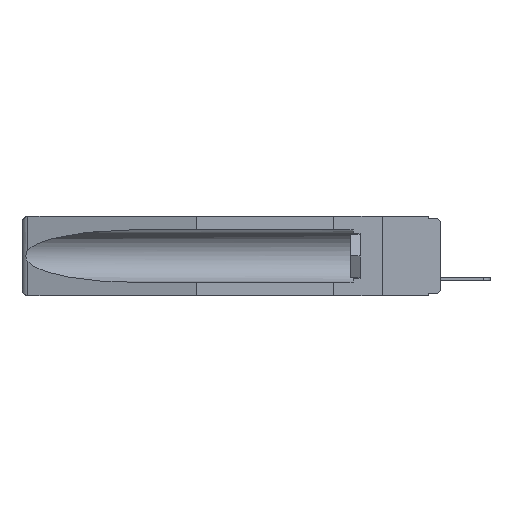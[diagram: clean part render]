
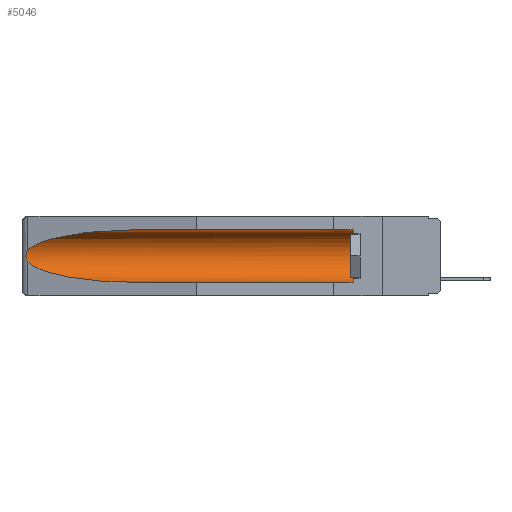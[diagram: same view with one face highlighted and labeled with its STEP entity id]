
A CAD part, left-side view. The second image highlights one B-rep face of the part: STEP entity #5046.
In plain terms, the highlighted cylindrical face has radius 2.857 mm (diameter 5.715 mm), a partial arc.
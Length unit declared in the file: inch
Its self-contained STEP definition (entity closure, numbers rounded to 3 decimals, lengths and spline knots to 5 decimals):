
#147 = CARTESIAN_POINT ( 'NONE',  ( 0.155, 0.126, -0.059 ) ) ;
#187 =( BOUNDED_CURVE ( )  B_SPLINE_CURVE ( 3, ( #14492, #18881, #3918, #2479 ),
 .UNSPECIFIED., .F., .F. ) 
 B_SPLINE_CURVE_WITH_KNOTS ( ( 4, 4 ),
 ( 4.71239, 6.08839 ),
 .UNSPECIFIED. ) 
 CURVE ( )  GEOMETRIC_REPRESENTATION_ITEM ( )  RATIONAL_B_SPLINE_CURVE ( ( 1., 0.848, 0.848, 1. ) ) 
 REPRESENTATION_ITEM ( '' )  );
#870 = CARTESIAN_POINT ( 'NONE',  ( 0.155, -0.30754, -0.1715 ) ) ;
#1033 = CARTESIAN_POINT ( 'NONE',  ( 0.26537, 1.52718, -0.19328 ) ) ;
#1232 = CARTESIAN_POINT ( 'NONE',  ( 0.26537, 1.52718, -0.19328 ) ) ;
#1276 = ORIENTED_EDGE ( 'NONE', *, *, #11814, .T. ) ;
#1711 = ORIENTED_EDGE ( 'NONE', *, *, #3619, .T. ) ;
#2006 = AXIS2_PLACEMENT_3D ( 'NONE', #12690, #6620, #3729 ) ;
#2189 =( BOUNDED_CURVE ( )  B_SPLINE_CURVE ( 3, ( #1232, #8725, #14807, #13180 ),
 .UNSPECIFIED., .F., .F. ) 
 B_SPLINE_CURVE_WITH_KNOTS ( ( 4, 4 ),
 ( 0.1948, 1.5708 ),
 .UNSPECIFIED. ) 
 CURVE ( )  GEOMETRIC_REPRESENTATION_ITEM ( )  RATIONAL_B_SPLINE_CURVE ( ( 1., 0.848, 0.848, 1. ) ) 
 REPRESENTATION_ITEM ( '' )  );
#2479 = CARTESIAN_POINT ( 'NONE',  ( 0.26537, 1.52718, -0.14972 ) ) ;
#2891 = VERTEX_POINT ( 'NONE', #4434 ) ;
#3227 = CARTESIAN_POINT ( 'NONE',  ( 0.155, -0.30754, -0.059 ) ) ;
#3619 = EDGE_CURVE ( 'NONE', #8790, #6065, #8836, .T. ) ;
#3729 = DIRECTION ( 'NONE',  ( 0., 0., 1. ) ) ;
#3846 = DIRECTION ( 'NONE',  ( 0., 1., 0. ) ) ;
#3918 = CARTESIAN_POINT ( 'NONE',  ( 0.25451, 1.48313, -0.09465 ) ) ;
#4434 = CARTESIAN_POINT ( 'NONE',  ( 0.155, 0.126, -0.284 ) ) ;
#5046 = ADVANCED_FACE ( 'NONE', ( #10644 ), #5240, .F. ) ;
#5240 = CYLINDRICAL_SURFACE ( 'NONE', #15060, 0.1125 ) ;
#5738 = VECTOR ( 'NONE', #15672, 39.37008 ) ;
#6029 = ORIENTED_EDGE ( 'NONE', *, *, #17889, .T. ) ;
#6065 = VERTEX_POINT ( 'NONE', #18251 ) ;
#6620 = DIRECTION ( 'NONE',  ( 0., -1., 0. ) ) ;
#7101 = CARTESIAN_POINT ( 'NONE',  ( 0.26654, 1.53092, -0.15636 ) ) ;
#7170 = CARTESIAN_POINT ( 'NONE',  ( 0.26597, 1.52961, -0.15275 ) ) ;
#7802 = DIRECTION ( 'NONE',  ( 0., 1., 0. ) ) ;
#8513 = ORIENTED_EDGE ( 'NONE', *, *, #8846, .T. ) ;
#8599 = CARTESIAN_POINT ( 'NONE',  ( 0.2673, 1.53269, -0.17917 ) ) ;
#8725 = CARTESIAN_POINT ( 'NONE',  ( 0.25451, 1.48313, -0.24835 ) ) ;
#8790 = VERTEX_POINT ( 'NONE', #147 ) ;
#8836 = LINE ( 'NONE', #3227, #18698 ) ;
#8846 = EDGE_CURVE ( 'NONE', #6065, #18805, #187, .T. ) ;
#9159 = B_SPLINE_CURVE_WITH_KNOTS ( 'NONE', 3,
 ( #14667, #7170, #7101, #16114, #16248, #17784, #8599, #14599, #11784, #10225 ),
 .UNSPECIFIED., .F., .F.,
 ( 4, 2, 2, 2, 4 ),
 ( 0., 0.00029, 0.00058, 0.00087, 0.00117 ),
 .UNSPECIFIED. ) ;
#10225 = CARTESIAN_POINT ( 'NONE',  ( 0.26537, 1.52718, -0.19328 ) ) ;
#10644 = FACE_OUTER_BOUND ( 'NONE', #13522, .T. ) ;
#11699 = EDGE_CURVE ( 'NONE', #2891, #8790, #11851, .T. ) ;
#11784 = CARTESIAN_POINT ( 'NONE',  ( 0.26597, 1.5296, -0.19026 ) ) ;
#11814 = EDGE_CURVE ( 'NONE', #18805, #15318, #9159, .T. ) ;
#11851 = CIRCLE ( 'NONE', #2006, 0.1125 ) ;
#12333 = ORIENTED_EDGE ( 'NONE', *, *, #12345, .F. ) ;
#12345 = EDGE_CURVE ( 'NONE', #2891, #12770, #19145, .T. ) ;
#12690 = CARTESIAN_POINT ( 'NONE',  ( 0.155, 0.126, -0.1715 ) ) ;
#12770 = VERTEX_POINT ( 'NONE', #17090 ) ;
#13180 = CARTESIAN_POINT ( 'NONE',  ( 0.155, 1.07973, -0.284 ) ) ;
#13522 = EDGE_LOOP ( 'NONE', ( #8513, #1276, #6029, #12333, #15840, #1711 ) ) ;
#14357 = DIRECTION ( 'NONE',  ( 0., 0., 1. ) ) ;
#14492 = CARTESIAN_POINT ( 'NONE',  ( 0.155, 1.07973, -0.059 ) ) ;
#14599 = CARTESIAN_POINT ( 'NONE',  ( 0.26655, 1.53094, -0.18657 ) ) ;
#14667 = CARTESIAN_POINT ( 'NONE',  ( 0.26537, 1.52718, -0.14972 ) ) ;
#14807 = CARTESIAN_POINT ( 'NONE',  ( 0.21114, 1.30732, -0.284 ) ) ;
#15060 = AXIS2_PLACEMENT_3D ( 'NONE', #870, #3846, #14357 ) ;
#15318 = VERTEX_POINT ( 'NONE', #1033 ) ;
#15672 = DIRECTION ( 'NONE',  ( 0., 1., 0. ) ) ;
#15840 = ORIENTED_EDGE ( 'NONE', *, *, #11699, .T. ) ;
#16114 = CARTESIAN_POINT ( 'NONE',  ( 0.2673, 1.5327, -0.16383 ) ) ;
#16248 = CARTESIAN_POINT ( 'NONE',  ( 0.2675, 1.53308, -0.16763 ) ) ;
#17090 = CARTESIAN_POINT ( 'NONE',  ( 0.155, 1.07973, -0.284 ) ) ;
#17130 = CARTESIAN_POINT ( 'NONE',  ( 0.155, -0.30754, -0.284 ) ) ;
#17784 = CARTESIAN_POINT ( 'NONE',  ( 0.2675, 1.53308, -0.17534 ) ) ;
#17889 = EDGE_CURVE ( 'NONE', #15318, #12770, #2189, .T. ) ;
#18096 = CARTESIAN_POINT ( 'NONE',  ( 0.26537, 1.52718, -0.14972 ) ) ;
#18251 = CARTESIAN_POINT ( 'NONE',  ( 0.155, 1.07973, -0.059 ) ) ;
#18698 = VECTOR ( 'NONE', #7802, 39.37008 ) ;
#18805 = VERTEX_POINT ( 'NONE', #18096 ) ;
#18881 = CARTESIAN_POINT ( 'NONE',  ( 0.21114, 1.30732, -0.059 ) ) ;
#19145 = LINE ( 'NONE', #17130, #5738 ) ;
